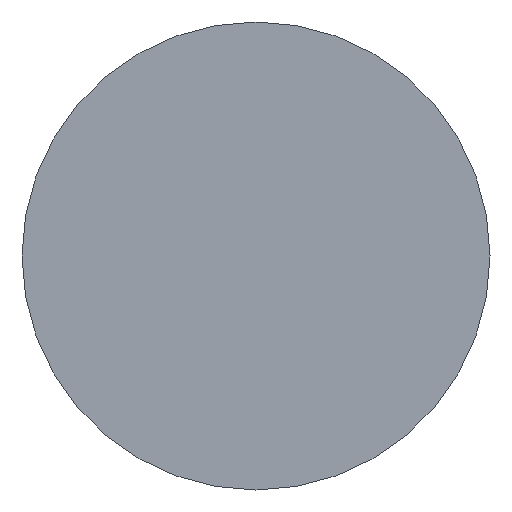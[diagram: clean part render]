
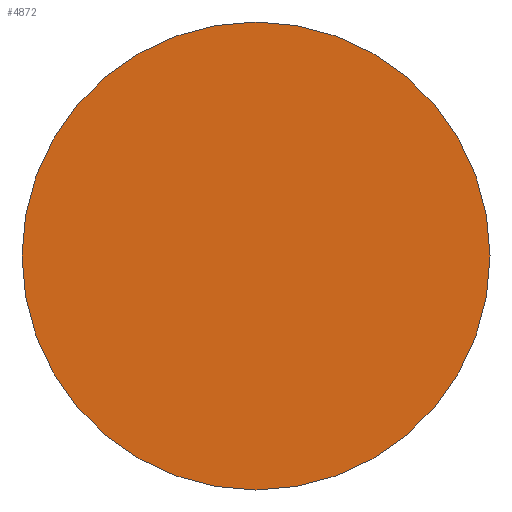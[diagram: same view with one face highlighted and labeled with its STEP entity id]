
A CAD part, front view. The second image highlights one B-rep face of the part: STEP entity #4872.
In plain terms, the highlighted face is planar.
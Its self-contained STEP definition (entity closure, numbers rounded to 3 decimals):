
#733 = DIRECTION ( 'NONE',  ( 0., 0., 1. ) ) ;
#877 = DIRECTION ( 'NONE',  ( 1., 0., 0. ) ) ;
#1969 = AXIS2_PLACEMENT_3D ( 'NONE', #6447, #9150, #877 ) ;
#3585 = CARTESIAN_POINT ( 'NONE',  ( -100., 0., 0. ) ) ;
#4224 = CARTESIAN_POINT ( 'NONE',  ( 100., 0., 0. ) ) ;
#4345 = VERTEX_POINT ( 'NONE', #4224 ) ;
#4798 = AXIS2_PLACEMENT_3D ( 'NONE', #11698, #733, #10357 ) ;
#4807 = DIRECTION ( 'NONE',  ( 1., 0., 0. ) ) ;
#4872 = ADVANCED_FACE ( 'NONE', ( #6089 ), #17130, .F. ) ;
#5276 = CIRCLE ( 'NONE', #1969, 100. ) ;
#6050 = ORIENTED_EDGE ( 'NONE', *, *, #12918, .F. ) ;
#6089 = FACE_OUTER_BOUND ( 'NONE', #7533, .T. ) ;
#6116 = CIRCLE ( 'NONE', #4798, 100. ) ;
#6447 = CARTESIAN_POINT ( 'NONE',  ( 0., 0., 0. ) ) ;
#7365 = AXIS2_PLACEMENT_3D ( 'NONE', #15746, #11591, #4807 ) ;
#7533 = EDGE_LOOP ( 'NONE', ( #8486, #6050 ) ) ;
#8486 = ORIENTED_EDGE ( 'NONE', *, *, #14688, .F. ) ;
#9150 = DIRECTION ( 'NONE',  ( 0., 0., 1. ) ) ;
#10357 = DIRECTION ( 'NONE',  ( 1., 0., 0. ) ) ;
#11591 = DIRECTION ( 'NONE',  ( 0., 0., 1. ) ) ;
#11698 = CARTESIAN_POINT ( 'NONE',  ( 0., 0., 0. ) ) ;
#12918 = EDGE_CURVE ( 'NONE', #4345, #15342, #5276, .T. ) ;
#14688 = EDGE_CURVE ( 'NONE', #15342, #4345, #6116, .T. ) ;
#15342 = VERTEX_POINT ( 'NONE', #3585 ) ;
#15746 = CARTESIAN_POINT ( 'NONE',  ( 0., 0., 0. ) ) ;
#17130 = PLANE ( 'NONE',  #7365 ) ;
